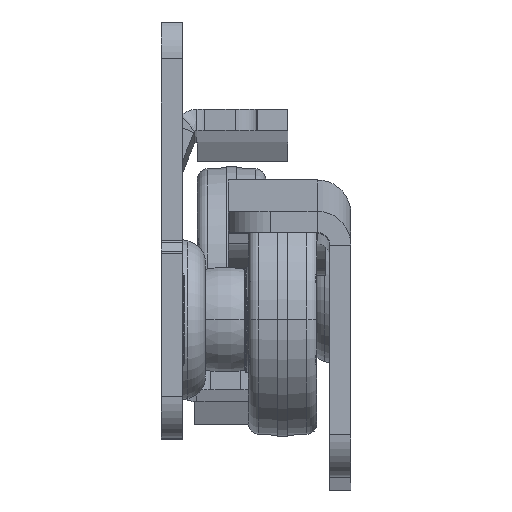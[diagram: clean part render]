
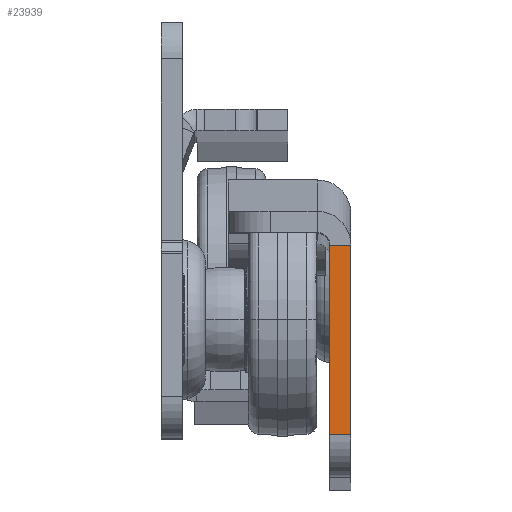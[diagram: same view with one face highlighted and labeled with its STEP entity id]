
A CAD part, top view. The second image highlights one B-rep face of the part: STEP entity #23939.
In plain terms, the highlighted planar face has unit normal (0, 0, 1).
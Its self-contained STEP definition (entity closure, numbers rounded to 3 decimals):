
#223 = CARTESIAN_POINT ( 'NONE',  ( -2., -7.75, 695.5 ) ) ;
#428 = ORIENTED_EDGE ( 'NONE', *, *, #25694, .F. ) ;
#1164 = DIRECTION ( 'NONE',  ( 1., 0., 0. ) ) ;
#3034 = CARTESIAN_POINT ( 'NONE',  ( -2., -7.75, 695.5 ) ) ;
#4166 = EDGE_CURVE ( 'NONE', #12835, #5647, #15354, .T. ) ;
#4951 = CARTESIAN_POINT ( 'NONE',  ( -2., -11.75, 695.5 ) ) ;
#5647 = VERTEX_POINT ( 'NONE', #39450 ) ;
#5688 = LINE ( 'NONE', #21524, #31388 ) ;
#7066 = EDGE_CURVE ( 'NONE', #12291, #12835, #5688, .T. ) ;
#7103 = LINE ( 'NONE', #14864, #24874 ) ;
#9281 = DIRECTION ( 'NONE',  ( 0., 0., 1. ) ) ;
#9384 = AXIS2_PLACEMENT_3D ( 'NONE', #4951, #9281, #1164 ) ;
#9537 = FACE_OUTER_BOUND ( 'NONE', #18769, .T. ) ;
#9822 = VERTEX_POINT ( 'NONE', #26239 ) ;
#11321 = CARTESIAN_POINT ( 'NONE',  ( -2., 10.226, 695.5 ) ) ;
#12134 = VECTOR ( 'NONE', #27438, 1000. ) ;
#12291 = VERTEX_POINT ( 'NONE', #11321 ) ;
#12835 = VERTEX_POINT ( 'NONE', #3034 ) ;
#14864 = CARTESIAN_POINT ( 'NONE',  ( -2., 10.226, 695.5 ) ) ;
#14889 = VECTOR ( 'NONE', #51104, 1000. ) ;
#15354 = LINE ( 'NONE', #223, #12134 ) ;
#18104 = CARTESIAN_POINT ( 'NONE',  ( 0., -11.75, 695.5 ) ) ;
#18678 = DIRECTION ( 'NONE',  ( 1., 0., 0. ) ) ;
#18769 = EDGE_LOOP ( 'NONE', ( #428, #48827, #33480, #35626 ) ) ;
#21524 = CARTESIAN_POINT ( 'NONE',  ( -2., -11.75, 695.5 ) ) ;
#22064 = DIRECTION ( 'NONE',  ( 0., -1., 0. ) ) ;
#22133 = PLANE ( 'NONE',  #9384 ) ;
#23939 = ADVANCED_FACE ( 'NONE', ( #9537 ), #22133, .T. ) ;
#24874 = VECTOR ( 'NONE', #18678, 1000. ) ;
#25694 = EDGE_CURVE ( 'NONE', #12291, #9822, #7103, .T. ) ;
#26239 = CARTESIAN_POINT ( 'NONE',  ( 0., 10.226, 695.5 ) ) ;
#27438 = DIRECTION ( 'NONE',  ( 1., 0., 0. ) ) ;
#31388 = VECTOR ( 'NONE', #22064, 1000. ) ;
#33480 = ORIENTED_EDGE ( 'NONE', *, *, #4166, .T. ) ;
#34190 = LINE ( 'NONE', #18104, #14889 ) ;
#35626 = ORIENTED_EDGE ( 'NONE', *, *, #51518, .F. ) ;
#39450 = CARTESIAN_POINT ( 'NONE',  ( 0., -7.75, 695.5 ) ) ;
#48827 = ORIENTED_EDGE ( 'NONE', *, *, #7066, .T. ) ;
#51104 = DIRECTION ( 'NONE',  ( 0., -1., 0. ) ) ;
#51518 = EDGE_CURVE ( 'NONE', #9822, #5647, #34190, .T. ) ;
